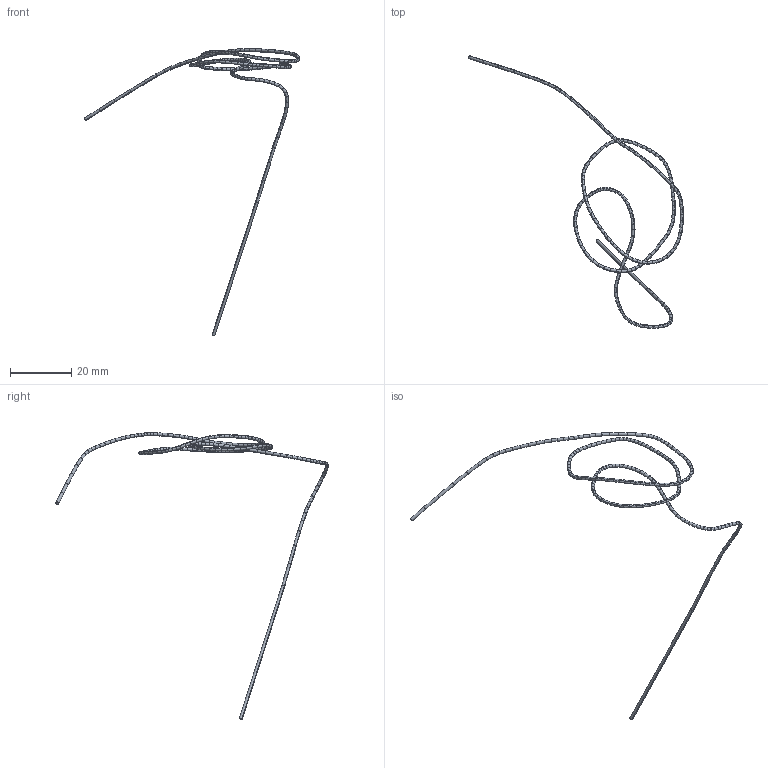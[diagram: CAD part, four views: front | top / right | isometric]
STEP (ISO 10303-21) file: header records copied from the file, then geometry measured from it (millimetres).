
FILE_DESCRIPTION(('STEP AP214'),'1');
FILE_NAME('Adult_DBS_10_Insulation_Right.step','2024-02-05T22:25:30',(' '),('ANSOFT Corporation'),'Spatial InterOp 3D',' ',' ');
FILE_SCHEMA(('AUTOMOTIVE_DESIGN { 1 0 10303 214 1 1 1 1 }'));
Length unit declared in the file: millimetre
Products named in the file (1): Insulation_right
Bounding box: 69.97 x 88.73 x 93.32 mm (x, y, z)
Volume: 335.5 mm3; surface area: 1343.5 mm2
Topology: 1 solids, 1 shells, 396 faces, 1073 edges, 679 vertices
Faces by surface type: cylinder 394, plane 2
Entity records: 12748 total; most frequent: DIRECTION 2546, CARTESIAN_POINT 2149, ORIENTED_EDGE 2146, AXIS2_PLACEMENT_3D 1076, EDGE_CURVE 1073, VERTEX_POINT 679, ELLIPSE 662, ADVANCED_FACE 396
